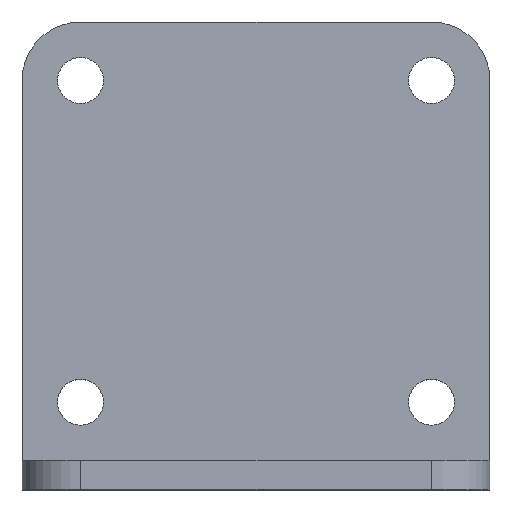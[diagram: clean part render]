
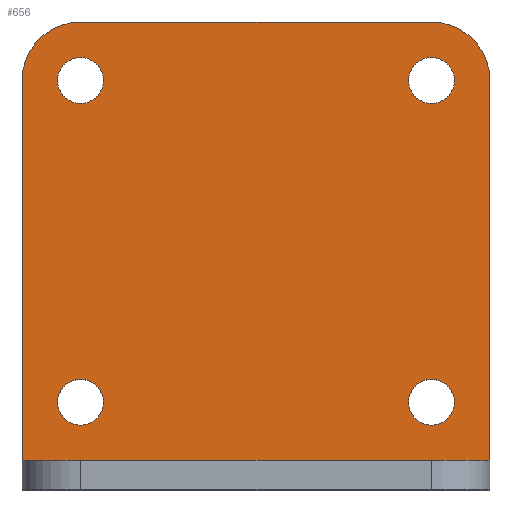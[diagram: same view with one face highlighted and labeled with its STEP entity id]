
A CAD part, top view. The second image highlights one B-rep face of the part: STEP entity #656.
In plain terms, the highlighted planar face has unit normal (0, 0, 1).
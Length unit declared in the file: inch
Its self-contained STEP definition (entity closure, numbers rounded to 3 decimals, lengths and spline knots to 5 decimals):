
#1 = CARTESIAN_POINT ( 'NONE',  ( -5.9589, 1.5, -13.125 ) ) ;
#2 = LINE ( 'NONE', #213, #701 ) ;
#13 = ORIENTED_EDGE ( 'NONE', *, *, #164, .T. ) ;
#15 = DIRECTION ( 'NONE',  ( -1., 0., 0. ) ) ;
#32 = ORIENTED_EDGE ( 'NONE', *, *, #720, .F. ) ;
#35 = DIRECTION ( 'NONE',  ( 1., 0., 0. ) ) ;
#36 = DIRECTION ( 'NONE',  ( 1., 0., 0. ) ) ;
#48 = VERTEX_POINT ( 'NONE', #60 ) ;
#51 = VERTEX_POINT ( 'NONE', #326 ) ;
#60 = CARTESIAN_POINT ( 'NONE',  ( -4.6549, 1.5, -13.125 ) ) ;
#62 = DIRECTION ( 'NONE',  ( 0., 0., 1. ) ) ;
#68 = FACE_BOUND ( 'NONE', #376, .T. ) ;
#79 = DIRECTION ( 'NONE',  ( 1., 0., 0. ) ) ;
#86 = CARTESIAN_POINT ( 'NONE',  ( -6.0569, 1.5, -13.125 ) ) ;
#88 = AXIS2_PLACEMENT_3D ( 'NONE', #787, #784, #79 ) ;
#89 = CIRCLE ( 'NONE', #554, 0.098 ) ;
#101 = CIRCLE ( 'NONE', #808, 0.098 ) ;
#109 = VERTEX_POINT ( 'NONE', #513 ) ;
#117 = VERTEX_POINT ( 'NONE', #708 ) ;
#119 = EDGE_CURVE ( 'NONE', #48, #109, #281, .T. ) ;
#125 = FACE_OUTER_BOUND ( 'NONE', #152, .T. ) ;
#130 = CARTESIAN_POINT ( 'NONE',  ( 0., 3.125, -13.125 ) ) ;
#134 = ORIENTED_EDGE ( 'NONE', *, *, #679, .T. ) ;
#135 = CARTESIAN_POINT ( 'NONE',  ( -4.6549, 2.875, -13.125 ) ) ;
#136 = DIRECTION ( 'NONE',  ( 0., 0., 1. ) ) ;
#141 = CIRCLE ( 'NONE', #755, 0.25 ) ;
#145 = LINE ( 'NONE', #459, #706 ) ;
#152 = EDGE_LOOP ( 'NONE', ( #730, #360, #484, #134, #13, #303 ) ) ;
#160 = DIRECTION ( 'NONE',  ( 0., 0., 1. ) ) ;
#164 = EDGE_CURVE ( 'NONE', #117, #611, #2, .T. ) ;
#165 = CARTESIAN_POINT ( 'NONE',  ( -6.0569, 1.5, -13.125 ) ) ;
#167 = ORIENTED_EDGE ( 'NONE', *, *, #196, .F. ) ;
#177 = VERTEX_POINT ( 'NONE', #289 ) ;
#179 = DIRECTION ( 'NONE',  ( 0., -1., 0. ) ) ;
#189 = VECTOR ( 'NONE', #179, 39.37008 ) ;
#193 = FACE_BOUND ( 'NONE', #676, .T. ) ;
#196 = EDGE_CURVE ( 'NONE', #177, #51, #804, .T. ) ;
#199 = ORIENTED_EDGE ( 'NONE', *, *, #777, .F. ) ;
#204 = ORIENTED_EDGE ( 'NONE', *, *, #695, .F. ) ;
#209 = VERTEX_POINT ( 'NONE', #464 ) ;
#213 = CARTESIAN_POINT ( 'NONE',  ( -6.3069, 3.125, -13.125 ) ) ;
#220 = EDGE_CURVE ( 'NONE', #690, #209, #145, .T. ) ;
#234 = DIRECTION ( 'NONE',  ( -1., 0., 0. ) ) ;
#235 = DIRECTION ( 'NONE',  ( -1., 0., 0. ) ) ;
#265 = ORIENTED_EDGE ( 'NONE', *, *, #283, .F. ) ;
#276 = DIRECTION ( 'NONE',  ( 0., 0., 1. ) ) ;
#281 = CIRCLE ( 'NONE', #594, 0.098 ) ;
#283 = EDGE_CURVE ( 'NONE', #604, #488, #342, .T. ) ;
#289 = CARTESIAN_POINT ( 'NONE',  ( -6.1549, 2.875, -13.125 ) ) ;
#295 = LINE ( 'NONE', #797, #771 ) ;
#297 = ORIENTED_EDGE ( 'NONE', *, *, #119, .F. ) ;
#301 = DIRECTION ( 'NONE',  ( -1., 0., 0. ) ) ;
#302 = DIRECTION ( 'NONE',  ( 1., 0., 0. ) ) ;
#303 = ORIENTED_EDGE ( 'NONE', *, *, #398, .T. ) ;
#306 = EDGE_CURVE ( 'NONE', #51, #177, #101, .T. ) ;
#325 = DIRECTION ( 'NONE',  ( 0., 0., 1. ) ) ;
#326 = CARTESIAN_POINT ( 'NONE',  ( -5.9589, 2.875, -13.125 ) ) ;
#328 = DIRECTION ( 'NONE',  ( 1., 0., 0. ) ) ;
#332 = DIRECTION ( 'NONE',  ( 0., -1., 0. ) ) ;
#340 = CARTESIAN_POINT ( 'NONE',  ( -6.0569, 2.875, -13.125 ) ) ;
#342 = CIRCLE ( 'NONE', #353, 0.098 ) ;
#353 = AXIS2_PLACEMENT_3D ( 'NONE', #86, #276, #396 ) ;
#356 = DIRECTION ( 'NONE',  ( 0., 0., 1. ) ) ;
#360 = ORIENTED_EDGE ( 'NONE', *, *, #550, .T. ) ;
#362 = CARTESIAN_POINT ( 'NONE',  ( -4.5569, 2.875, -13.125 ) ) ;
#368 = AXIS2_PLACEMENT_3D ( 'NONE', #362, #419, #235 ) ;
#376 = EDGE_LOOP ( 'NONE', ( #639, #167 ) ) ;
#384 = DIRECTION ( 'NONE',  ( 0., 0., -1. ) ) ;
#394 = AXIS2_PLACEMENT_3D ( 'NONE', #130, #384, #301 ) ;
#396 = DIRECTION ( 'NONE',  ( -1., 0., 0. ) ) ;
#398 = EDGE_CURVE ( 'NONE', #611, #680, #295, .T. ) ;
#415 = CARTESIAN_POINT ( 'NONE',  ( -4.4589, 2.875, -13.125 ) ) ;
#418 = DIRECTION ( 'NONE',  ( -1., 0., 0. ) ) ;
#419 = DIRECTION ( 'NONE',  ( 0., 0., 1. ) ) ;
#425 = EDGE_CURVE ( 'NONE', #565, #681, #622, .T. ) ;
#442 = FACE_BOUND ( 'NONE', #698, .T. ) ;
#450 = AXIS2_PLACEMENT_3D ( 'NONE', #792, #602, #677 ) ;
#459 = CARTESIAN_POINT ( 'NONE',  ( 0., 3.125, -13.125 ) ) ;
#464 = CARTESIAN_POINT ( 'NONE',  ( -4.5569, 3.125, -13.125 ) ) ;
#484 = ORIENTED_EDGE ( 'NONE', *, *, #220, .F. ) ;
#486 = CARTESIAN_POINT ( 'NONE',  ( -4.3069, 2.875, -13.125 ) ) ;
#488 = VERTEX_POINT ( 'NONE', #800 ) ;
#489 = CARTESIAN_POINT ( 'NONE',  ( -4.5569, 2.875, -13.125 ) ) ;
#493 = CARTESIAN_POINT ( 'NONE',  ( -4.5569, 1.5, -13.125 ) ) ;
#501 = CARTESIAN_POINT ( 'NONE',  ( -6.3069, 1.25, -13.125 ) ) ;
#513 = CARTESIAN_POINT ( 'NONE',  ( -4.4589, 1.5, -13.125 ) ) ;
#527 = CIRCLE ( 'NONE', #450, 0.25 ) ;
#549 = LINE ( 'NONE', #744, #189 ) ;
#550 = EDGE_CURVE ( 'NONE', #752, #209, #141, .T. ) ;
#554 = AXIS2_PLACEMENT_3D ( 'NONE', #493, #62, #803 ) ;
#565 = VERTEX_POINT ( 'NONE', #135 ) ;
#594 = AXIS2_PLACEMENT_3D ( 'NONE', #764, #136, #328 ) ;
#597 = DIRECTION ( 'NONE',  ( 0., 0., 1. ) ) ;
#602 = DIRECTION ( 'NONE',  ( 0., 0., 1. ) ) ;
#604 = VERTEX_POINT ( 'NONE', #1 ) ;
#611 = VERTEX_POINT ( 'NONE', #501 ) ;
#620 = AXIS2_PLACEMENT_3D ( 'NONE', #165, #356, #234 ) ;
#622 = CIRCLE ( 'NONE', #368, 0.098 ) ;
#632 = EDGE_LOOP ( 'NONE', ( #32, #685 ) ) ;
#636 = CIRCLE ( 'NONE', #620, 0.098 ) ;
#639 = ORIENTED_EDGE ( 'NONE', *, *, #306, .F. ) ;
#656 = ADVANCED_FACE ( 'NONE', ( #68, #759, #193, #442, #125 ), #700, .F. ) ;
#672 = CARTESIAN_POINT ( 'NONE',  ( -6.0569, 3.125, -13.125 ) ) ;
#676 = EDGE_LOOP ( 'NONE', ( #199, #297 ) ) ;
#677 = DIRECTION ( 'NONE',  ( -1., 0., 0. ) ) ;
#679 = EDGE_CURVE ( 'NONE', #690, #117, #527, .T. ) ;
#680 = VERTEX_POINT ( 'NONE', #796 ) ;
#681 = VERTEX_POINT ( 'NONE', #415 ) ;
#685 = ORIENTED_EDGE ( 'NONE', *, *, #425, .F. ) ;
#687 = AXIS2_PLACEMENT_3D ( 'NONE', #489, #160, #418 ) ;
#690 = VERTEX_POINT ( 'NONE', #672 ) ;
#695 = EDGE_CURVE ( 'NONE', #488, #604, #636, .T. ) ;
#698 = EDGE_LOOP ( 'NONE', ( #265, #204 ) ) ;
#700 = PLANE ( 'NONE',  #394 ) ;
#701 = VECTOR ( 'NONE', #332, 39.37008 ) ;
#706 = VECTOR ( 'NONE', #36, 39.37008 ) ;
#708 = CARTESIAN_POINT ( 'NONE',  ( -6.3069, 2.875, -13.125 ) ) ;
#720 = EDGE_CURVE ( 'NONE', #681, #565, #725, .T. ) ;
#725 = CIRCLE ( 'NONE', #687, 0.098 ) ;
#730 = ORIENTED_EDGE ( 'NONE', *, *, #786, .F. ) ;
#744 = CARTESIAN_POINT ( 'NONE',  ( -4.3069, 3.125, -13.125 ) ) ;
#751 = CARTESIAN_POINT ( 'NONE',  ( -4.5569, 2.875, -13.125 ) ) ;
#752 = VERTEX_POINT ( 'NONE', #486 ) ;
#755 = AXIS2_PLACEMENT_3D ( 'NONE', #751, #325, #15 ) ;
#759 = FACE_BOUND ( 'NONE', #632, .T. ) ;
#764 = CARTESIAN_POINT ( 'NONE',  ( -4.5569, 1.5, -13.125 ) ) ;
#771 = VECTOR ( 'NONE', #302, 39.37008 ) ;
#777 = EDGE_CURVE ( 'NONE', #109, #48, #89, .T. ) ;
#784 = DIRECTION ( 'NONE',  ( 0., 0., 1. ) ) ;
#786 = EDGE_CURVE ( 'NONE', #752, #680, #549, .T. ) ;
#787 = CARTESIAN_POINT ( 'NONE',  ( -6.0569, 2.875, -13.125 ) ) ;
#792 = CARTESIAN_POINT ( 'NONE',  ( -6.0569, 2.875, -13.125 ) ) ;
#796 = CARTESIAN_POINT ( 'NONE',  ( -4.3069, 1.25, -13.125 ) ) ;
#797 = CARTESIAN_POINT ( 'NONE',  ( 0., 1.25, -13.125 ) ) ;
#800 = CARTESIAN_POINT ( 'NONE',  ( -6.1549, 1.5, -13.125 ) ) ;
#803 = DIRECTION ( 'NONE',  ( 1., 0., 0. ) ) ;
#804 = CIRCLE ( 'NONE', #88, 0.098 ) ;
#808 = AXIS2_PLACEMENT_3D ( 'NONE', #340, #597, #35 ) ;
